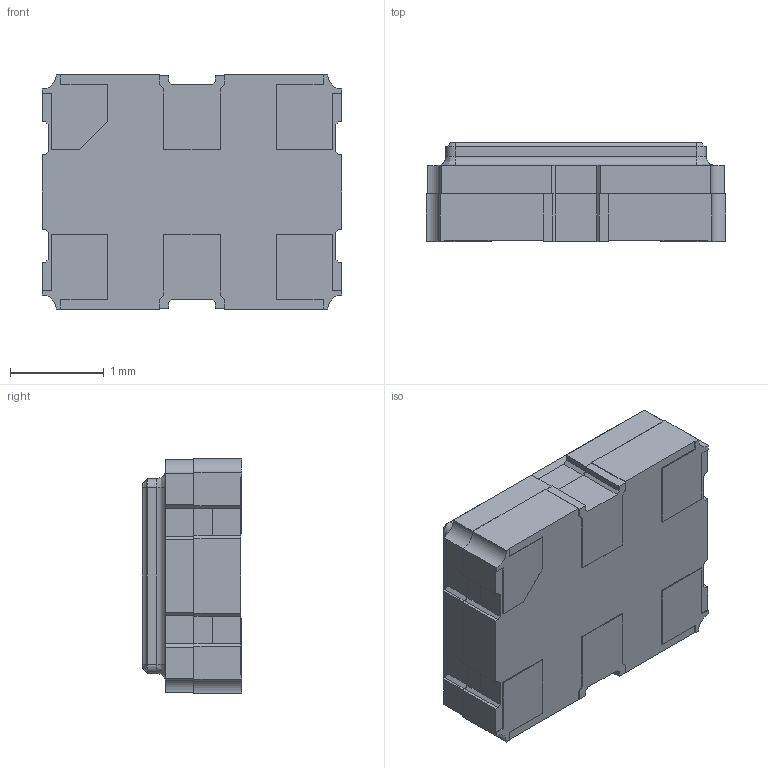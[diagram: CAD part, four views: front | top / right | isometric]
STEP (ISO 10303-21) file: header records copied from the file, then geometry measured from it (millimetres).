
FILE_DESCRIPTION (( 'STEP AP214' ), '1' );
FILE_NAME ('User Library-SG3225VAN.STEP', '2020-12-06T12:17:08', ( '' ), ( '' ), 'SwSTEP 2.0', 'SolidWorks 2020', '' );
FILE_SCHEMA (( 'AUTOMOTIVE_DESIGN' ));
Length unit declared in the file: millimetre
Products named in the file (1): User Library-SG3225VAN
Bounding box: 3.2 x 1.06 x 2.5 mm (x, y, z)
Volume: 7.6 mm3; surface area: 26.9 mm2
Topology: 1 solids, 1 shells, 286 faces, 796 edges, 520 vertices
Faces by surface type: plane 191, bspline 73, cylinder 22
Entity records: 14332 total; most frequent: CARTESIAN_POINT 5380, ORIENTED_EDGE 1592, DIRECTION 1138, EDGE_CURVE 796, VECTOR 614, LINE 614, VERTEX_POINT 520, EDGE_LOOP 294
